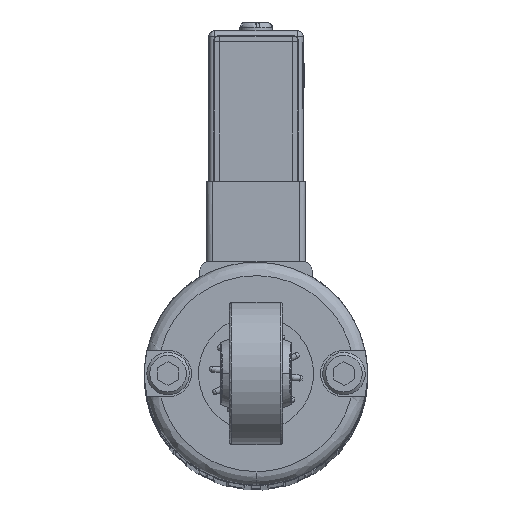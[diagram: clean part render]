
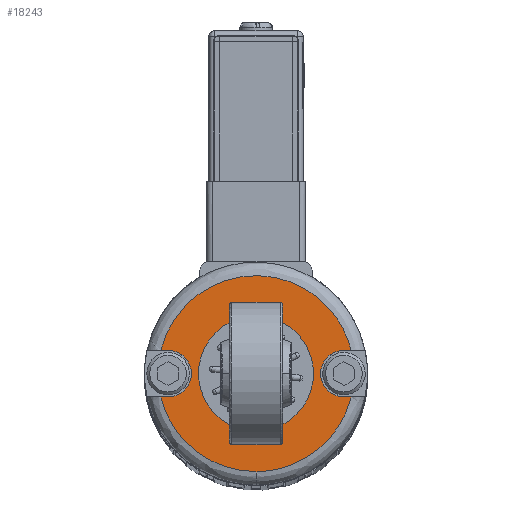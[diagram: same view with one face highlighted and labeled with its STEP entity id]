
A CAD part, top view. The second image highlights one B-rep face of the part: STEP entity #18243.
In plain terms, the highlighted planar face has unit normal (0, 0, 1).
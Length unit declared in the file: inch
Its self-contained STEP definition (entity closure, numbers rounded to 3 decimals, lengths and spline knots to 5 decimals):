
#506 = VERTEX_POINT ( 'NONE', #8578 ) ;
#510 = AXIS2_PLACEMENT_3D ( 'NONE', #4667, #8075, #22475 ) ;
#996 = VERTEX_POINT ( 'NONE', #17165 ) ;
#1377 = DIRECTION ( 'NONE',  ( -0.102, -0.995, 0. ) ) ;
#1565 = CARTESIAN_POINT ( 'NONE',  ( 0., -0.65354, 8.91732 ) ) ;
#1934 = CARTESIAN_POINT ( 'NONE',  ( 0.63477, -0.15551, 8.91732 ) ) ;
#2315 = DIRECTION ( 'NONE',  ( 0., 1., 0. ) ) ;
#2676 = CARTESIAN_POINT ( 'NONE',  ( 0.63477, 0.15551, 8.91732 ) ) ;
#3050 = CARTESIAN_POINT ( 'NONE',  ( -0.58661, -0.15551, 8.91732 ) ) ;
#3126 = FACE_OUTER_BOUND ( 'NONE', #18020, .T. ) ;
#3212 = DIRECTION ( 'NONE',  ( 0., 1., 0. ) ) ;
#3509 = CARTESIAN_POINT ( 'NONE',  ( 0., -0.65354, 8.91732 ) ) ;
#3707 = VERTEX_POINT ( 'NONE', #1934 ) ;
#3738 = LINE ( 'NONE', #20150, #12868 ) ;
#3965 = DIRECTION ( 'NONE',  ( 1., 0., 0. ) ) ;
#4233 = AXIS2_PLACEMENT_3D ( 'NONE', #18713, #22018, #2315 ) ;
#4241 = ORIENTED_EDGE ( 'NONE', *, *, #21700, .F. ) ;
#4438 = CARTESIAN_POINT ( 'NONE',  ( 0.43009, 0.99099, 8.91732 ) ) ;
#4629 = ORIENTED_EDGE ( 'NONE', *, *, #17899, .F. ) ;
#4667 = CARTESIAN_POINT ( 'NONE',  ( 0.64239, 0.66139, 8.91732 ) ) ;
#4684 = VERTEX_POINT ( 'NONE', #19670 ) ;
#4853 = EDGE_CURVE ( 'NONE', #4684, #23065, #3738, .T. ) ;
#4893 = CARTESIAN_POINT ( 'NONE',  ( 0.63477, -0.15551, 8.91732 ) ) ;
#5114 = DIRECTION ( 'NONE',  ( -1., 0., 0. ) ) ;
#5869 = CARTESIAN_POINT ( 'NONE',  ( 0.63477, 0.15551, 8.91732 ) ) ;
#6103 = EDGE_CURVE ( 'NONE', #996, #9545, #22153, .T. ) ;
#6268 = CARTESIAN_POINT ( 'NONE',  ( -0.58661, 0.15551, 8.91732 ) ) ;
#6363 = DIRECTION ( 'NONE',  ( -1., 0., 0. ) ) ;
#6877 = DIRECTION ( 'NONE',  ( 0., 0., -1. ) ) ;
#6937 = VERTEX_POINT ( 'NONE', #3509 ) ;
#6989 = EDGE_CURVE ( 'NONE', #6937, #4684, #7092, .T. ) ;
#7092 =( BOUNDED_CURVE ( )  B_SPLINE_CURVE ( 3, ( #12456, #19682, #16137, #10924 ),
 .UNSPECIFIED., .F., .T. ) 
 B_SPLINE_CURVE_WITH_KNOTS ( ( 4, 4 ),
 ( 0., 1. ),
 .UNSPECIFIED. ) 
 CURVE ( )  GEOMETRIC_REPRESENTATION_ITEM ( )  RATIONAL_B_SPLINE_CURVE ( ( 0.957, 0.817, 0.813, 0.944 ) ) 
 REPRESENTATION_ITEM ( '' )  );
#7651 = EDGE_CURVE ( 'NONE', #3707, #6937, #11007, .T. ) ;
#7730 = EDGE_CURVE ( 'NONE', #3707, #506, #8510, .T. ) ;
#7909 = ORIENTED_EDGE ( 'NONE', *, *, #7651, .F. ) ;
#8075 = DIRECTION ( 'NONE',  ( 0., 0., -1. ) ) ;
#8081 = CARTESIAN_POINT ( 'NONE',  ( -0.63477, 0.15551, 8.91732 ) ) ;
#8510 = LINE ( 'NONE', #21271, #20713 ) ;
#8578 = CARTESIAN_POINT ( 'NONE',  ( 0.58661, -0.15551, 8.91732 ) ) ;
#9048 = CARTESIAN_POINT ( 'NONE',  ( -0.72766, 0.15551, 8.91732 ) ) ;
#9545 = VERTEX_POINT ( 'NONE', #5869 ) ;
#10306 = PLANE ( 'NONE',  #510 ) ;
#10316 = ORIENTED_EDGE ( 'NONE', *, *, #22173, .T. ) ;
#10391 = CARTESIAN_POINT ( 'NONE',  ( 0.31272, -0.65354, 8.91732 ) ) ;
#10924 = CARTESIAN_POINT ( 'NONE',  ( -0.63477, -0.15551, 8.91732 ) ) ;
#11007 =( BOUNDED_CURVE ( )  B_SPLINE_CURVE ( 3, ( #4893, #12162, #10391, #1565 ),
 .UNSPECIFIED., .F., .T. ) 
 B_SPLINE_CURVE_WITH_KNOTS ( ( 4, 4 ),
 ( 0., 1. ),
 .UNSPECIFIED. ) 
 CURVE ( )  GEOMETRIC_REPRESENTATION_ITEM ( )  RATIONAL_B_SPLINE_CURVE ( ( 0.944, 0.813, 0.817, 0.957 ) ) 
 REPRESENTATION_ITEM ( '' )  );
#11935 = VERTEX_POINT ( 'NONE', #13609 ) ;
#11994 = CIRCLE ( 'NONE', #20332, 0.15551 ) ;
#12162 = CARTESIAN_POINT ( 'NONE',  ( 0.55998, -0.46079, 8.91732 ) ) ;
#12456 = CARTESIAN_POINT ( 'NONE',  ( 0., -0.65354, 8.91732 ) ) ;
#12494 = CIRCLE ( 'NONE', #4233, 0.15551 ) ;
#12868 = VECTOR ( 'NONE', #3965, 39.37008 ) ;
#13090 = ORIENTED_EDGE ( 'NONE', *, *, #6103, .F. ) ;
#13609 = CARTESIAN_POINT ( 'NONE',  ( -0.03923, -0.38185, 8.91732 ) ) ;
#13995 = ORIENTED_EDGE ( 'NONE', *, *, #7730, .T. ) ;
#14487 = CARTESIAN_POINT ( 'NONE',  ( 0.58661, 0.15551, 8.91732 ) ) ;
#15197 = CIRCLE ( 'NONE', #17457, 0.38386 ) ;
#15345 = VECTOR ( 'NONE', #16484, 39.37008 ) ;
#16009 = VERTEX_POINT ( 'NONE', #14487 ) ;
#16137 = CARTESIAN_POINT ( 'NONE',  ( -0.55998, -0.46079, 8.91732 ) ) ;
#16484 = DIRECTION ( 'NONE',  ( 1., 0., 0. ) ) ;
#16910 = VECTOR ( 'NONE', #6363, 39.37008 ) ;
#17165 = CARTESIAN_POINT ( 'NONE',  ( -0.63477, 0.15551, 8.91732 ) ) ;
#17172 = EDGE_CURVE ( 'NONE', #16009, #506, #12494, .T. ) ;
#17457 = AXIS2_PLACEMENT_3D ( 'NONE', #22630, #19321, #1377 ) ;
#17554 = CARTESIAN_POINT ( 'NONE',  ( 0.64239, 0.15551, 8.91732 ) ) ;
#17899 = EDGE_CURVE ( 'NONE', #11935, #11935, #15197, .T. ) ;
#18013 = ORIENTED_EDGE ( 'NONE', *, *, #17172, .F. ) ;
#18020 = EDGE_LOOP ( 'NONE', ( #7909, #13995, #18013, #4241, #13090, #18557, #10316, #19898, #22396 ) ) ;
#18243 = ADVANCED_FACE ( 'NONE', ( #20833, #3126 ), #10306, .F. ) ;
#18557 = ORIENTED_EDGE ( 'NONE', *, *, #20475, .T. ) ;
#18713 = CARTESIAN_POINT ( 'NONE',  ( 0.58661, 0., 8.91732 ) ) ;
#19321 = DIRECTION ( 'NONE',  ( 0., 0., 1. ) ) ;
#19385 = CARTESIAN_POINT ( 'NONE',  ( -0.58661, 0., 8.91732 ) ) ;
#19670 = CARTESIAN_POINT ( 'NONE',  ( -0.63477, -0.15551, 8.91732 ) ) ;
#19682 = CARTESIAN_POINT ( 'NONE',  ( -0.31272, -0.65354, 8.91732 ) ) ;
#19898 = ORIENTED_EDGE ( 'NONE', *, *, #4853, .F. ) ;
#20150 = CARTESIAN_POINT ( 'NONE',  ( 0.64239, -0.15551, 8.91732 ) ) ;
#20332 = AXIS2_PLACEMENT_3D ( 'NONE', #19385, #6877, #3212 ) ;
#20475 = EDGE_CURVE ( 'NONE', #996, #22387, #21910, .T. ) ;
#20713 = VECTOR ( 'NONE', #5114, 39.37008 ) ;
#20833 = FACE_BOUND ( 'NONE', #21466, .T. ) ;
#20839 = CARTESIAN_POINT ( 'NONE',  ( -0.43009, 0.99099, 8.91732 ) ) ;
#20980 = LINE ( 'NONE', #17554, #16910 ) ;
#21271 = CARTESIAN_POINT ( 'NONE',  ( 0.72766, -0.15551, 8.91732 ) ) ;
#21466 = EDGE_LOOP ( 'NONE', ( #4629 ) ) ;
#21700 = EDGE_CURVE ( 'NONE', #9545, #16009, #20980, .T. ) ;
#21910 = LINE ( 'NONE', #9048, #15345 ) ;
#22018 = DIRECTION ( 'NONE',  ( 0., 0., 1. ) ) ;
#22153 =( BOUNDED_CURVE ( )  B_SPLINE_CURVE ( 3, ( #8081, #20839, #4438, #2676 ),
 .UNSPECIFIED., .F., .T. ) 
 B_SPLINE_CURVE_WITH_KNOTS ( ( 4, 4 ),
 ( 0., 1. ),
 .UNSPECIFIED. ) 
 CURVE ( )  GEOMETRIC_REPRESENTATION_ITEM ( )  RATIONAL_B_SPLINE_CURVE ( ( 0.922, 0.454, 0.454, 0.922 ) ) 
 REPRESENTATION_ITEM ( '' )  );
#22173 = EDGE_CURVE ( 'NONE', #22387, #23065, #11994, .T. ) ;
#22387 = VERTEX_POINT ( 'NONE', #6268 ) ;
#22396 = ORIENTED_EDGE ( 'NONE', *, *, #6989, .F. ) ;
#22475 = DIRECTION ( 'NONE',  ( 0., -1., 0. ) ) ;
#22630 = CARTESIAN_POINT ( 'NONE',  ( 0., 0., 8.91732 ) ) ;
#23065 = VERTEX_POINT ( 'NONE', #3050 ) ;
